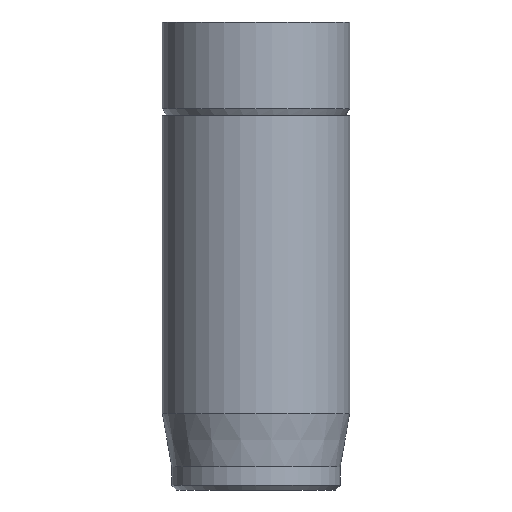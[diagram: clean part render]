
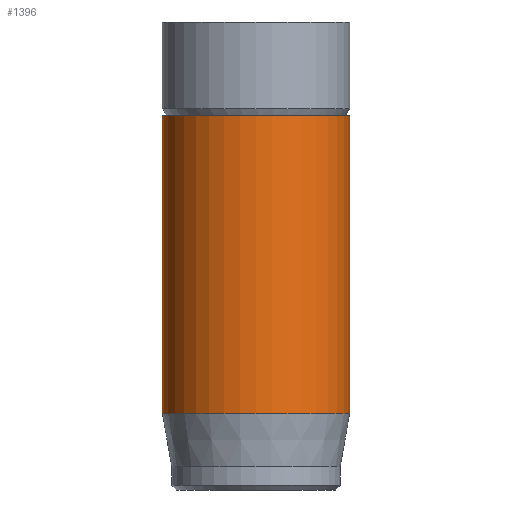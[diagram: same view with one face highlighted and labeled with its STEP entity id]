
A CAD part, front view. The second image highlights one B-rep face of the part: STEP entity #1396.
In plain terms, the highlighted cylindrical face has radius 4 mm (diameter 8 mm), a full revolution.
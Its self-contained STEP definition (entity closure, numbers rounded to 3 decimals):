
#152=CYLINDRICAL_SURFACE('',#1550,4.);
#166=FACE_OUTER_BOUND('',#249,.T.);
#249=EDGE_LOOP('',(#997,#998,#999,#1000,#1001));
#335=LINE('',#1998,#455);
#455=VECTOR('',#1689,4.);
#572=CIRCLE('',#1532,4.);
#581=CIRCLE('',#1548,4.);
#582=CIRCLE('',#1549,4.);
#609=VERTEX_POINT('',#1962);
#618=VERTEX_POINT('',#1992);
#619=VERTEX_POINT('',#1993);
#749=EDGE_CURVE('',#609,#609,#572,.T.);
#763=EDGE_CURVE('',#618,#619,#581,.T.);
#764=EDGE_CURVE('',#619,#618,#582,.T.);
#766=EDGE_CURVE('',#609,#618,#335,.T.);
#997=ORIENTED_EDGE('',*,*,#749,.T.);
#998=ORIENTED_EDGE('',*,*,#766,.T.);
#999=ORIENTED_EDGE('',*,*,#763,.T.);
#1000=ORIENTED_EDGE('',*,*,#764,.T.);
#1001=ORIENTED_EDGE('',*,*,#766,.F.);
#1396=ADVANCED_FACE('',(#166),#152,.T.);
#1532=AXIS2_PLACEMENT_3D('',#1963,#1645,#1646);
#1548=AXIS2_PLACEMENT_3D('',#1994,#1682,#1683);
#1549=AXIS2_PLACEMENT_3D('',#1995,#1684,#1685);
#1550=AXIS2_PLACEMENT_3D('',#1997,#1687,#1688);
#1645=DIRECTION('center_axis',(0.,0.,-1.));
#1646=DIRECTION('ref_axis',(-1.,0.,0.));
#1682=DIRECTION('center_axis',(0.,0.,1.));
#1683=DIRECTION('ref_axis',(-1.,0.,0.));
#1684=DIRECTION('center_axis',(0.,0.,1.));
#1685=DIRECTION('ref_axis',(-1.,0.,0.));
#1687=DIRECTION('center_axis',(0.,0.,1.));
#1688=DIRECTION('ref_axis',(-1.,0.,0.));
#1689=DIRECTION('',(0.,0.,-1.));
#1962=CARTESIAN_POINT('',(4.,0.,16.));
#1963=CARTESIAN_POINT('Origin',(0.,0.,16.));
#1992=CARTESIAN_POINT('',(4.,0.,3.269));
#1993=CARTESIAN_POINT('',(-4.,0.,3.269));
#1994=CARTESIAN_POINT('Origin',(0.,0.,3.269));
#1995=CARTESIAN_POINT('Origin',(0.,0.,3.269));
#1997=CARTESIAN_POINT('Origin',(0.,0.,0.));
#1998=CARTESIAN_POINT('',(4.,0.,0.));
